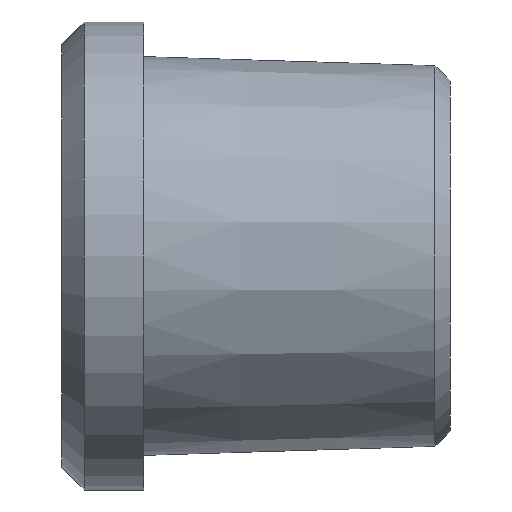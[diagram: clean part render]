
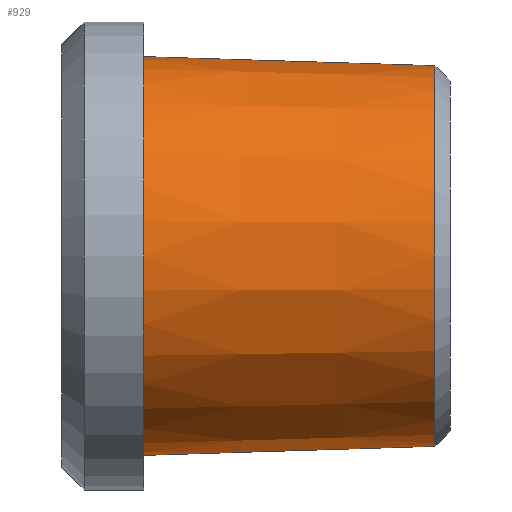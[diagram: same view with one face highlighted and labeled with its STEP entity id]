
A CAD part, front view. The second image highlights one B-rep face of the part: STEP entity #929.
In plain terms, the highlighted conical face has half-angle 1.78 degrees and reference radius 13.335 mm.
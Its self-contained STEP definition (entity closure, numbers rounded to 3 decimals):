
#2 = EDGE_CURVE ( 'NONE', #692, #692, #445, .T. ) ;
#118 = VERTEX_POINT ( 'NONE', #518 ) ;
#126 = DIRECTION ( 'NONE',  ( 0., 0., -1. ) ) ;
#133 = AXIS2_PLACEMENT_3D ( 'NONE', #682, #895, #899 ) ;
#167 = CIRCLE ( 'NONE', #811, 12.73 ) ;
#191 = EDGE_CURVE ( 'NONE', #118, #118, #167, .T. ) ;
#281 = CARTESIAN_POINT ( 'NONE',  ( 24.968, 0., 0. ) ) ;
#303 = FACE_BOUND ( 'NONE', #819, .T. ) ;
#422 = ORIENTED_EDGE ( 'NONE', *, *, #191, .T. ) ;
#445 = CIRCLE ( 'NONE', #133, 13.335 ) ;
#453 = EDGE_LOOP ( 'NONE', ( #523 ) ) ;
#518 = CARTESIAN_POINT ( 'NONE',  ( 24.968, 0., -12.73 ) ) ;
#521 = DIRECTION ( 'NONE',  ( 0., 0., 1. ) ) ;
#523 = ORIENTED_EDGE ( 'NONE', *, *, #2, .F. ) ;
#600 = FACE_OUTER_BOUND ( 'NONE', #453, .T. ) ;
#681 = CARTESIAN_POINT ( 'NONE',  ( 5.5, 0., 13.335 ) ) ;
#682 = CARTESIAN_POINT ( 'NONE',  ( 5.5, 0., 0. ) ) ;
#687 = DIRECTION ( 'NONE',  ( -1., 0., 0. ) ) ;
#692 = VERTEX_POINT ( 'NONE', #681 ) ;
#757 = CARTESIAN_POINT ( 'NONE',  ( 5.5, 0., 0. ) ) ;
#760 = AXIS2_PLACEMENT_3D ( 'NONE', #757, #687, #521 ) ;
#811 = AXIS2_PLACEMENT_3D ( 'NONE', #281, #864, #126 ) ;
#819 = EDGE_LOOP ( 'NONE', ( #422 ) ) ;
#864 = DIRECTION ( 'NONE',  ( -1., 0., 0. ) ) ;
#882 = CONICAL_SURFACE ( 'NONE', #760, 13.335, 0.031 ) ;
#895 = DIRECTION ( 'NONE',  ( -1., 0., 0. ) ) ;
#899 = DIRECTION ( 'NONE',  ( 0., 0., 1. ) ) ;
#929 = ADVANCED_FACE ( 'NONE', ( #303, #600 ), #882, .T. ) ;
